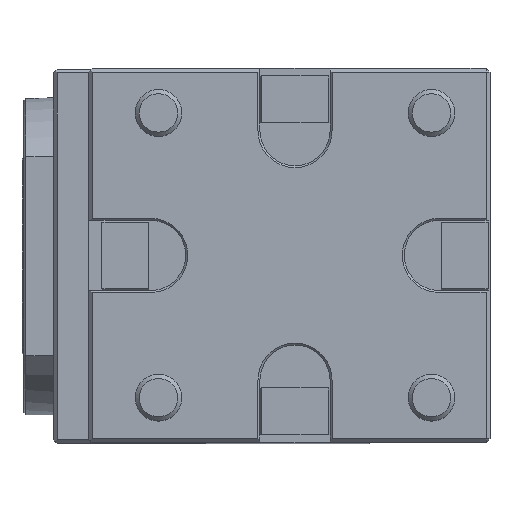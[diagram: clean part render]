
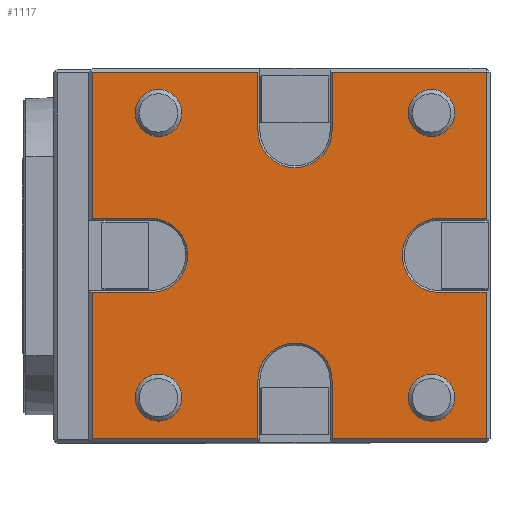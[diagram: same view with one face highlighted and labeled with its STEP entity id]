
A CAD part, top view. The second image highlights one B-rep face of the part: STEP entity #1117.
In plain terms, the highlighted planar face has unit normal (0, 0, 1).
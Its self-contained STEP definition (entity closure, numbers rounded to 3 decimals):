
#197=LINE('',#5752,#591);
#202=LINE('',#5766,#596);
#207=LINE('',#5776,#601);
#212=LINE('',#5785,#606);
#215=LINE('',#5791,#609);
#219=LINE('',#5803,#613);
#223=LINE('',#5811,#617);
#243=LINE('',#5851,#637);
#248=LINE('',#5861,#642);
#253=LINE('',#5875,#647);
#258=LINE('',#5885,#652);
#263=LINE('',#5894,#657);
#266=LINE('',#5900,#660);
#271=LINE('',#5911,#665);
#274=LINE('',#5916,#668);
#276=LINE('',#5920,#670);
#591=VECTOR('',#4466,1.);
#596=VECTOR('',#4479,1.);
#601=VECTOR('',#4486,1.);
#606=VECTOR('',#4493,1.);
#609=VECTOR('',#4498,1.);
#613=VECTOR('',#4510,1.);
#617=VECTOR('',#4516,1.);
#637=VECTOR('',#4550,1.);
#642=VECTOR('',#4557,1.);
#647=VECTOR('',#4570,1.);
#652=VECTOR('',#4577,1.);
#657=VECTOR('',#4584,1.);
#660=VECTOR('',#4589,1.);
#665=VECTOR('',#4600,1.);
#668=VECTOR('',#4605,1.);
#670=VECTOR('',#4609,1.);
#918=FACE_BOUND('',#1685,.T.);
#919=FACE_BOUND('',#1686,.T.);
#920=FACE_BOUND('',#1687,.T.);
#921=FACE_BOUND('',#1688,.T.);
#922=FACE_BOUND('',#1689,.T.);
#1117=ADVANCED_FACE('',(#918,#919,#920,#921,#922),#1319,.T.);
#1319=PLANE('',#3934);
#1685=EDGE_LOOP('',(#2291,#2292,#2293,#2294,#2295,#2296,#2297,#2298,#2299,
#2300,#2301,#2302,#2303,#2304,#2305,#2306,#2307,#2308,#2309,#2310));
#1686=EDGE_LOOP('',(#2311));
#1687=EDGE_LOOP('',(#2312));
#1688=EDGE_LOOP('',(#2313));
#1689=EDGE_LOOP('',(#2314));
#2291=ORIENTED_EDGE('',*,*,#3456,.T.);
#2292=ORIENTED_EDGE('',*,*,#3454,.T.);
#2293=ORIENTED_EDGE('',*,*,#3451,.T.);
#2294=ORIENTED_EDGE('',*,*,#3450,.T.);
#2295=ORIENTED_EDGE('',*,*,#3445,.T.);
#2296=ORIENTED_EDGE('',*,*,#3442,.T.);
#2297=ORIENTED_EDGE('',*,*,#3437,.T.);
#2298=ORIENTED_EDGE('',*,*,#3432,.T.);
#2299=ORIENTED_EDGE('',*,*,#3429,.T.);
#2300=ORIENTED_EDGE('',*,*,#3425,.T.);
#2301=ORIENTED_EDGE('',*,*,#3420,.T.);
#2302=ORIENTED_EDGE('',*,*,#3399,.T.);
#2303=ORIENTED_EDGE('',*,*,#3395,.T.);
#2304=ORIENTED_EDGE('',*,*,#3392,.T.);
#2305=ORIENTED_EDGE('',*,*,#3389,.T.);
#2306=ORIENTED_EDGE('',*,*,#3386,.T.);
#2307=ORIENTED_EDGE('',*,*,#3381,.T.);
#2308=ORIENTED_EDGE('',*,*,#3376,.T.);
#2309=ORIENTED_EDGE('',*,*,#3373,.T.);
#2310=ORIENTED_EDGE('',*,*,#3369,.T.);
#2311=ORIENTED_EDGE('',*,*,#3194,.F.);
#2312=ORIENTED_EDGE('',*,*,#3197,.F.);
#2313=ORIENTED_EDGE('',*,*,#3200,.F.);
#2314=ORIENTED_EDGE('',*,*,#3203,.F.);
#2867=VERTEX_POINT('',#5390);
#2870=VERTEX_POINT('',#5399);
#2873=VERTEX_POINT('',#5408);
#2876=VERTEX_POINT('',#5417);
#2967=VERTEX_POINT('',#5694);
#2968=VERTEX_POINT('',#5698);
#2989=VERTEX_POINT('',#5751);
#2990=VERTEX_POINT('',#5753);
#2993=VERTEX_POINT('',#5761);
#2995=VERTEX_POINT('',#5767);
#3002=VERTEX_POINT('',#5786);
#3004=VERTEX_POINT('',#5792);
#3006=VERTEX_POINT('',#5798);
#3008=VERTEX_POINT('',#5804);
#3024=VERTEX_POINT('',#5852);
#3028=VERTEX_POINT('',#5862);
#3031=VERTEX_POINT('',#5870);
#3033=VERTEX_POINT('',#5876);
#3037=VERTEX_POINT('',#5886);
#3040=VERTEX_POINT('',#5895);
#3042=VERTEX_POINT('',#5901);
#3044=VERTEX_POINT('',#5908);
#3045=VERTEX_POINT('',#5912);
#3046=VERTEX_POINT('',#5917);
#3194=EDGE_CURVE('',#2867,#2867,#3683,.T.);
#3197=EDGE_CURVE('',#2870,#2870,#3686,.T.);
#3200=EDGE_CURVE('',#2873,#2873,#3689,.T.);
#3203=EDGE_CURVE('',#2876,#2876,#3692,.T.);
#3369=EDGE_CURVE('',#2990,#2989,#197,.T.);
#3373=EDGE_CURVE('',#2993,#2990,#3709,.T.);
#3376=EDGE_CURVE('',#2995,#2993,#202,.T.);
#3381=EDGE_CURVE('',#2967,#2995,#207,.T.);
#3386=EDGE_CURVE('',#3002,#2967,#212,.T.);
#3389=EDGE_CURVE('',#3004,#3002,#215,.T.);
#3392=EDGE_CURVE('',#3006,#3004,#3711,.T.);
#3395=EDGE_CURVE('',#3008,#3006,#219,.T.);
#3399=EDGE_CURVE('',#2968,#3008,#223,.T.);
#3420=EDGE_CURVE('',#3024,#2968,#243,.T.);
#3425=EDGE_CURVE('',#3028,#3024,#248,.T.);
#3429=EDGE_CURVE('',#3031,#3028,#3714,.T.);
#3432=EDGE_CURVE('',#3033,#3031,#253,.T.);
#3437=EDGE_CURVE('',#3037,#3033,#258,.T.);
#3442=EDGE_CURVE('',#3040,#3037,#263,.T.);
#3445=EDGE_CURVE('',#3042,#3040,#266,.T.);
#3450=EDGE_CURVE('',#3044,#3042,#3716,.T.);
#3451=EDGE_CURVE('',#3045,#3044,#271,.T.);
#3454=EDGE_CURVE('',#3046,#3045,#274,.T.);
#3456=EDGE_CURVE('',#2989,#3046,#276,.T.);
#3683=CIRCLE('',#3810,6.);
#3686=CIRCLE('',#3816,6.);
#3689=CIRCLE('',#3822,6.);
#3692=CIRCLE('',#3828,6.);
#3709=CIRCLE('',#3902,9.5);
#3711=CIRCLE('',#3909,9.5);
#3714=CIRCLE('',#3922,9.5);
#3716=CIRCLE('',#3929,9.5);
#3810=AXIS2_PLACEMENT_3D('',#5389,#4135,#4136);
#3816=AXIS2_PLACEMENT_3D('',#5398,#4147,#4148);
#3822=AXIS2_PLACEMENT_3D('',#5407,#4159,#4160);
#3828=AXIS2_PLACEMENT_3D('',#5416,#4171,#4172);
#3902=AXIS2_PLACEMENT_3D('',#5760,#4472,#4473);
#3909=AXIS2_PLACEMENT_3D('',#5797,#4503,#4504);
#3922=AXIS2_PLACEMENT_3D('',#5869,#4563,#4564);
#3929=AXIS2_PLACEMENT_3D('',#5909,#4596,#4597);
#3934=AXIS2_PLACEMENT_3D('',#5925,#4614,#4615);
#4135=DIRECTION('',(0.,0.,1.));
#4136=DIRECTION('',(0.,-1.,0.));
#4147=DIRECTION('',(0.,0.,1.));
#4148=DIRECTION('',(0.,-1.,0.));
#4159=DIRECTION('',(0.,0.,1.));
#4160=DIRECTION('',(0.,-1.,0.));
#4171=DIRECTION('',(0.,0.,1.));
#4172=DIRECTION('',(0.,-1.,0.));
#4466=DIRECTION('',(0.,1.,0.));
#4472=DIRECTION('',(0.,0.,-1.));
#4473=DIRECTION('',(-1.,0.,0.));
#4479=DIRECTION('',(0.,-1.,0.));
#4486=DIRECTION('',(-1.,0.,0.));
#4493=DIRECTION('',(0.,1.,0.));
#4498=DIRECTION('',(1.,0.,0.));
#4503=DIRECTION('',(0.,0.,-1.));
#4504=DIRECTION('',(-1.,0.,0.));
#4510=DIRECTION('',(-1.,0.,0.));
#4516=DIRECTION('',(0.,1.,0.));
#4550=DIRECTION('',(1.,0.,0.));
#4557=DIRECTION('',(0.,-1.,0.));
#4563=DIRECTION('',(0.,0.,-1.));
#4564=DIRECTION('',(-1.,0.,0.));
#4570=DIRECTION('',(0.,1.,0.));
#4577=DIRECTION('',(1.,0.,0.));
#4584=DIRECTION('',(0.,-1.,0.));
#4589=DIRECTION('',(-1.,0.,0.));
#4596=DIRECTION('',(0.,0.,-1.));
#4597=DIRECTION('',(-1.,0.,0.));
#4600=DIRECTION('',(1.,0.,0.));
#4605=DIRECTION('',(0.,-1.,0.));
#4609=DIRECTION('',(-1.,0.,0.));
#4614=DIRECTION('',(0.,0.,1.));
#4615=DIRECTION('',(1.,0.,0.));
#5389=CARTESIAN_POINT('',(-35.,36.5,0.));
#5390=CARTESIAN_POINT('',(-35.,30.5,0.));
#5398=CARTESIAN_POINT('',(35.,36.5,0.));
#5399=CARTESIAN_POINT('',(35.,30.5,0.));
#5407=CARTESIAN_POINT('',(-35.,-36.5,0.));
#5408=CARTESIAN_POINT('',(-35.,-42.5,0.));
#5416=CARTESIAN_POINT('',(35.,-36.5,0.));
#5417=CARTESIAN_POINT('',(35.,-42.5,0.));
#5694=CARTESIAN_POINT('',(49.,47.,0.));
#5698=CARTESIAN_POINT('',(49.,-47.,0.));
#5751=CARTESIAN_POINT('',(-9.5,47.,0.));
#5752=CARTESIAN_POINT('',(-9.5,48.,0.));
#5753=CARTESIAN_POINT('',(-9.5,32.,0.));
#5760=CARTESIAN_POINT('',(0.,32.,0.));
#5761=CARTESIAN_POINT('',(9.5,32.,0.));
#5766=CARTESIAN_POINT('',(9.5,32.,0.));
#5767=CARTESIAN_POINT('',(9.5,47.,0.));
#5776=CARTESIAN_POINT('',(9.5,47.,0.));
#5785=CARTESIAN_POINT('',(49.,48.,0.));
#5786=CARTESIAN_POINT('',(49.,9.5,0.));
#5791=CARTESIAN_POINT('',(50.,9.5,0.));
#5792=CARTESIAN_POINT('',(37.,9.5,0.));
#5797=CARTESIAN_POINT('',(37.,0.,0.));
#5798=CARTESIAN_POINT('',(37.,-9.5,0.));
#5803=CARTESIAN_POINT('',(50.,-9.5,0.));
#5804=CARTESIAN_POINT('',(49.,-9.5,0.));
#5811=CARTESIAN_POINT('',(49.,48.,0.));
#5851=CARTESIAN_POINT('',(50.,-47.,0.));
#5852=CARTESIAN_POINT('',(9.5,-47.,0.));
#5861=CARTESIAN_POINT('',(9.5,48.,0.));
#5862=CARTESIAN_POINT('',(9.5,-32.,0.));
#5869=CARTESIAN_POINT('',(0.,-32.,0.));
#5870=CARTESIAN_POINT('',(-9.5,-32.,0.));
#5875=CARTESIAN_POINT('',(-9.5,48.,0.));
#5876=CARTESIAN_POINT('',(-9.5,-47.,0.));
#5885=CARTESIAN_POINT('',(50.,-47.,0.));
#5886=CARTESIAN_POINT('',(-52.,-47.,0.));
#5894=CARTESIAN_POINT('',(-52.,48.,0.));
#5895=CARTESIAN_POINT('',(-52.,-9.5,0.));
#5900=CARTESIAN_POINT('',(-53.,-9.5,0.));
#5901=CARTESIAN_POINT('',(-37.,-9.5,0.));
#5908=CARTESIAN_POINT('',(-37.,9.5,0.));
#5909=CARTESIAN_POINT('',(-37.,0.,0.));
#5911=CARTESIAN_POINT('',(-37.,9.5,0.));
#5912=CARTESIAN_POINT('',(-52.,9.5,0.));
#5916=CARTESIAN_POINT('',(-52.,48.,0.));
#5917=CARTESIAN_POINT('',(-52.,47.,0.));
#5920=CARTESIAN_POINT('',(-53.,47.,0.));
#5925=CARTESIAN_POINT('',(50.,48.,0.));
